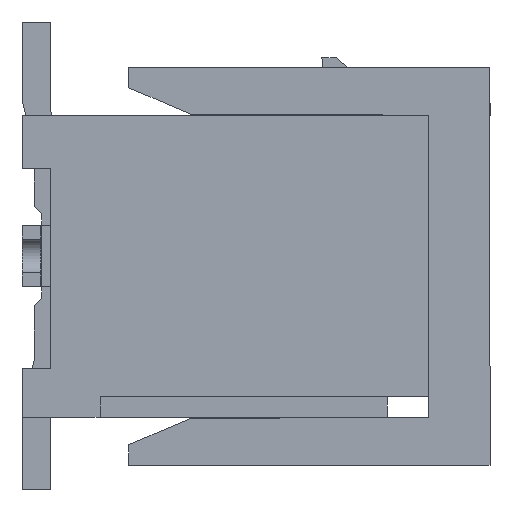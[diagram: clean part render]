
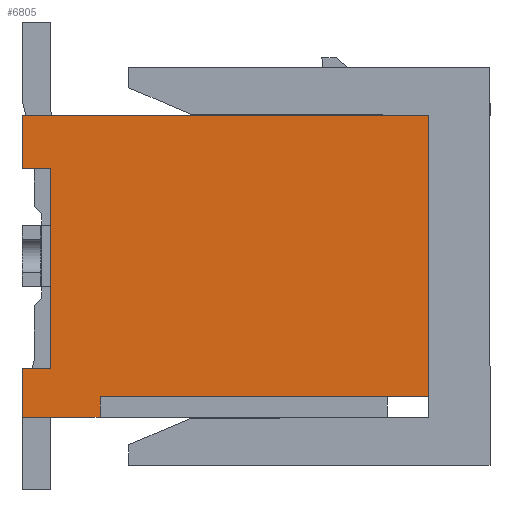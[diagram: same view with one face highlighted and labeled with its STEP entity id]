
A CAD part, left-side view. The second image highlights one B-rep face of the part: STEP entity #6805.
In plain terms, the highlighted planar face has unit normal (-1, 0, 0).
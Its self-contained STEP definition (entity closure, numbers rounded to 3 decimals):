
#761=ORIENTED_EDGE('',*,*,#2562,.F.);
#762=ORIENTED_EDGE('',*,*,#2560,.F.);
#763=ORIENTED_EDGE('',*,*,#2656,.F.);
#764=ORIENTED_EDGE('',*,*,#2657,.F.);
#765=ORIENTED_EDGE('',*,*,#2645,.T.);
#766=ORIENTED_EDGE('',*,*,#2223,.T.);
#767=ORIENTED_EDGE('',*,*,#2658,.T.);
#768=ORIENTED_EDGE('',*,*,#2528,.F.);
#769=ORIENTED_EDGE('',*,*,#2532,.F.);
#770=ORIENTED_EDGE('',*,*,#2473,.F.);
#2223=EDGE_CURVE('',#3213,#3212,#3868,.T.);
#2473=EDGE_CURVE('',#3438,#3439,#4102,.T.);
#2528=EDGE_CURVE('',#3488,#3489,#4157,.T.);
#2532=EDGE_CURVE('',#3439,#3488,#4161,.T.);
#2560=EDGE_CURVE('',#3512,#3506,#4189,.T.);
#2562=EDGE_CURVE('',#3506,#3438,#4190,.T.);
#2645=EDGE_CURVE('',#3573,#3213,#4273,.T.);
#2656=EDGE_CURVE('',#3578,#3512,#4284,.T.);
#2657=EDGE_CURVE('',#3573,#3578,#4285,.T.);
#2658=EDGE_CURVE('',#3212,#3489,#4286,.T.);
#3212=VERTEX_POINT('',#9664);
#3213=VERTEX_POINT('',#9666);
#3438=VERTEX_POINT('',#10169);
#3439=VERTEX_POINT('',#10171);
#3488=VERTEX_POINT('',#10280);
#3489=VERTEX_POINT('',#10282);
#3506=VERTEX_POINT('',#10330);
#3512=VERTEX_POINT('',#10342);
#3573=VERTEX_POINT('',#10497);
#3578=VERTEX_POINT('',#10515);
#3868=LINE('',#9665,#4809);
#4102=LINE('',#10170,#5043);
#4157=LINE('',#10281,#5098);
#4161=LINE('',#10288,#5102);
#4189=LINE('',#10343,#5130);
#4190=LINE('',#10346,#5131);
#4273=LINE('',#10496,#5214);
#4284=LINE('',#10516,#5225);
#4285=LINE('',#10518,#5226);
#4286=LINE('',#10519,#5227);
#4809=VECTOR('',#7828,1000.);
#5043=VECTOR('',#8152,1000.);
#5098=VECTOR('',#8219,1000.);
#5102=VECTOR('',#8225,1000.);
#5130=VECTOR('',#8263,1000.);
#5131=VECTOR('',#8268,1000.);
#5214=VECTOR('',#8365,1000.);
#5225=VECTOR('',#8382,1000.);
#5226=VECTOR('',#8385,1000.);
#5227=VECTOR('',#8386,1000.);
#5756=EDGE_LOOP('',(#761,#762,#763,#764,#765,#766,#767,#768,#769,#770));
#6137=FACE_BOUND('',#5756,.T.);
#6484=PLANE('',#7386);
#6805=ADVANCED_FACE('',(#6137),#6484,.T.);
#7386=AXIS2_PLACEMENT_3D('',#10517,#8383,#8384);
#7828=DIRECTION('',(0.,0.,1.));
#8152=DIRECTION('',(0.,0.,1.));
#8219=DIRECTION('',(0.,0.,1.));
#8225=DIRECTION('',(0.,1.,0.));
#8263=DIRECTION('',(0.,0.,1.));
#8268=DIRECTION('',(0.,-1.,0.));
#8365=DIRECTION('',(0.,-1.,0.));
#8382=DIRECTION('',(0.,1.,0.));
#8383=DIRECTION('',(-1.,0.,0.));
#8384=DIRECTION('',(0.,0.,1.));
#8385=DIRECTION('',(0.,0.,-1.));
#8386=DIRECTION('',(0.,1.,0.));
#9664=CARTESIAN_POINT('',(-9.35,-4.95,3.68));
#9665=CARTESIAN_POINT('',(-9.35,-4.95,-3.68));
#9666=CARTESIAN_POINT('',(-9.35,-4.95,-3.18));
#10169=CARTESIAN_POINT('',(-9.35,4.25,-2.48));
#10170=CARTESIAN_POINT('',(-9.35,4.25,-2.48));
#10171=CARTESIAN_POINT('',(-9.35,4.25,2.37));
#10280=CARTESIAN_POINT('',(-9.35,4.95,2.37));
#10281=CARTESIAN_POINT('',(-9.35,4.95,-3.68));
#10282=CARTESIAN_POINT('',(-9.35,4.95,3.68));
#10288=CARTESIAN_POINT('',(-9.35,4.25,2.37));
#10330=CARTESIAN_POINT('',(-9.35,4.95,-2.48));
#10342=CARTESIAN_POINT('',(-9.35,4.95,-3.68));
#10343=CARTESIAN_POINT('',(-9.35,4.95,-3.68));
#10346=CARTESIAN_POINT('',(-9.35,4.95,-2.48));
#10496=CARTESIAN_POINT('',(-9.35,-4.95,-3.18));
#10497=CARTESIAN_POINT('',(-9.35,3.05,-3.18));
#10515=CARTESIAN_POINT('',(-9.35,3.05,-3.68));
#10516=CARTESIAN_POINT('',(-9.35,-4.95,-3.68));
#10517=CARTESIAN_POINT('',(-9.35,-4.95,-3.68));
#10518=CARTESIAN_POINT('',(-9.35,3.05,-3.18));
#10519=CARTESIAN_POINT('',(-9.35,-4.95,3.68));
